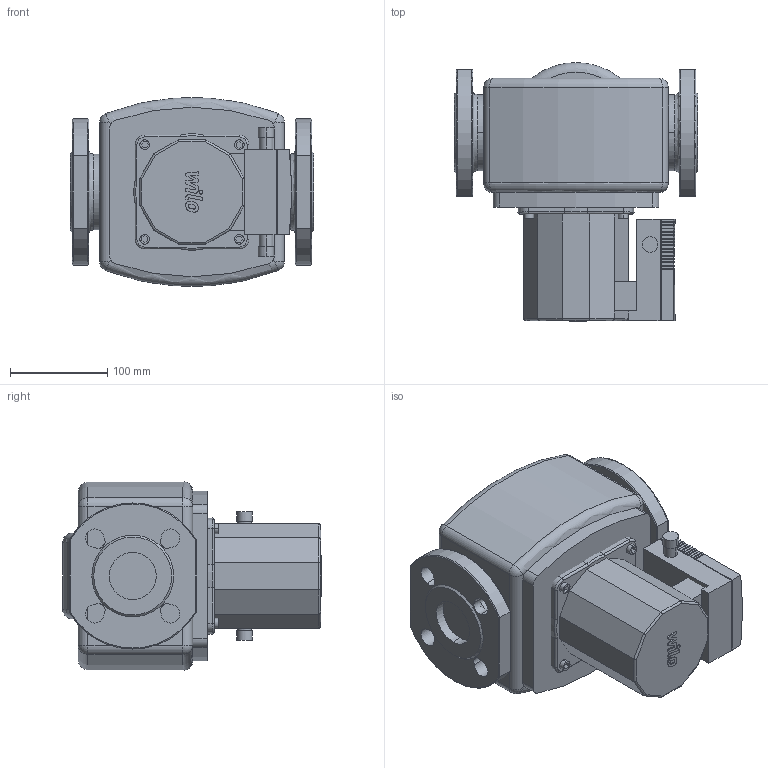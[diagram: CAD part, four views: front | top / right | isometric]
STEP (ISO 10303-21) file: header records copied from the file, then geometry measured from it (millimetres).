
FILE_DESCRIPTION((''),'2;1');
FILE_NAME('3d_TOP-Z40_7EMPN6_10RG-2046637.stp','2016-08-05T07:39:27',(''),(''),'Mechanical Desktop 2009','Mechanical Desktop 2009',', , ');
FILE_SCHEMA(('CONFIG_CONTROL_DESIGN'));
Length unit declared in the file: millimetre
Products named in the file (1): Product
Bounding box: 250 x 265.75 x 193.7 mm (x, y, z)
Volume: 7770761.4 mm3; surface area: 430425.1 mm2
Topology: 10 solids, 10 shells, 485 faces, 1263 edges, 810 vertices
Faces by surface type: plane 190, bspline 181, cylinder 82, torus 22, sphere 8, cone 2
Entity records: 17056 total; most frequent: CARTESIAN_POINT 5622, ORIENTED_EDGE 2510, DIRECTION 2035, EDGE_CURVE 1255, VECTOR 893, LINE 893, VERTEX_POINT 810, AXIS2_PLACEMENT_3D 571
